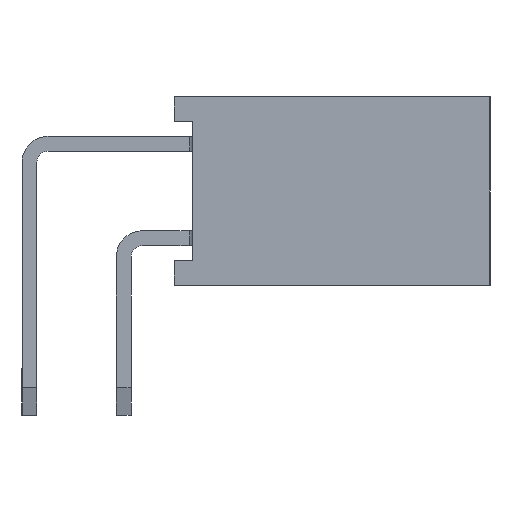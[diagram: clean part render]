
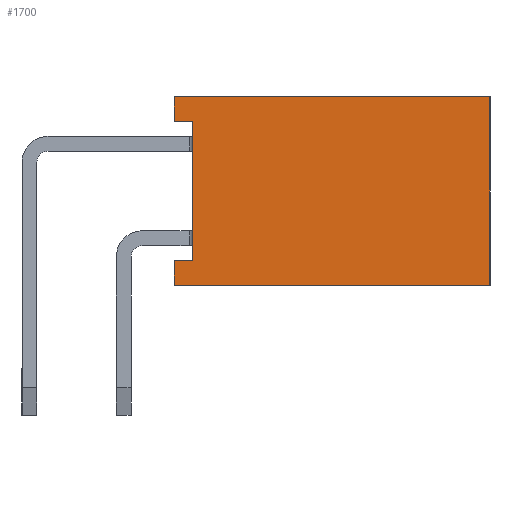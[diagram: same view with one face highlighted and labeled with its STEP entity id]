
A CAD part, left-side view. The second image highlights one B-rep face of the part: STEP entity #1700.
In plain terms, the highlighted planar face has unit normal (-1, 0, 0).
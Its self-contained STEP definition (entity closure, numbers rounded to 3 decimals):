
#1700=ADVANCED_FACE('',(#17144),#17146,.T.);
#17144=FACE_BOUND('',#17145,.T.);
#17145=EDGE_LOOP('',(#29481,#29482,#29483,#29484,#29485,#29486,#29487,#29488));
#17146=PLANE('',#17147);
#17147=AXIS2_PLACEMENT_3D('',#17148,#17149,#17150);
#17148=CARTESIAN_POINT('',(-1.27,-1.36,5.08));
#17149=DIRECTION('',(-1.,0.,0.));
#17150=DIRECTION('',(0.,0.,-1.));
#29481=ORIENTED_EDGE('',*,*,#38681,.T.);
#29482=ORIENTED_EDGE('',*,*,#38682,.T.);
#29483=ORIENTED_EDGE('',*,*,#38683,.T.);
#29484=ORIENTED_EDGE('',*,*,#38684,.F.);
#29485=ORIENTED_EDGE('',*,*,#38685,.F.);
#29486=ORIENTED_EDGE('',*,*,#38686,.T.);
#29487=ORIENTED_EDGE('',*,*,#38687,.T.);
#29488=ORIENTED_EDGE('',*,*,#38269,.T.);
#38269=EDGE_CURVE('',#43485,#43486,#43487,.T.);
#38681=EDGE_CURVE('',#43486,#44141,#44142,.F.);
#38682=EDGE_CURVE('',#44141,#44143,#44144,.T.);
#38683=EDGE_CURVE('',#44143,#44145,#44146,.T.);
#38684=EDGE_CURVE('',#44147,#44145,#44148,.T.);
#38685=EDGE_CURVE('',#44149,#44147,#44150,.T.);
#38686=EDGE_CURVE('',#44149,#44151,#44152,.T.);
#38687=EDGE_CURVE('',#44151,#43485,#44153,.F.);
#43485=VERTEX_POINT('',#52333);
#43486=VERTEX_POINT('',#52334);
#43487=LINE('',#52335,#52336);
#44141=VERTEX_POINT('',#53813);
#44142=LINE('',#53814,#53815);
#44143=VERTEX_POINT('',#53817);
#44144=LINE('',#53818,#53819);
#44145=VERTEX_POINT('',#53821);
#44146=LINE('',#53822,#53823);
#44147=VERTEX_POINT('',#53825);
#44148=LINE('',#53826,#53827);
#44149=VERTEX_POINT('',#53829);
#44150=LINE('',#53830,#53831);
#44151=VERTEX_POINT('',#53833);
#44152=LINE('',#53834,#53835);
#44153=LINE('',#53837,#53838);
#52333=CARTESIAN_POINT('',(-1.27,-1.86,4.41));
#52334=CARTESIAN_POINT('',(-1.27,-1.86,0.67));
#52335=CARTESIAN_POINT('',(-1.27,-1.86,4.41));
#52336=VECTOR('',#52337,1.);
#52337=DIRECTION('',(0.,0.,-1.));
#53813=CARTESIAN_POINT('',(-1.27,-1.36,0.67));
#53814=CARTESIAN_POINT('',(-1.27,-1.36,0.67));
#53815=VECTOR('',#53816,1.);
#53816=DIRECTION('',(0.,-1.,0.));
#53817=CARTESIAN_POINT('',(-1.27,-1.36,0.));
#53818=CARTESIAN_POINT('',(-1.27,-1.36,0.67));
#53819=VECTOR('',#53820,1.);
#53820=DIRECTION('',(0.,0.,-1.));
#53821=CARTESIAN_POINT('',(-1.27,-9.86,0.));
#53822=CARTESIAN_POINT('',(-1.27,-1.36,0.));
#53823=VECTOR('',#53824,1.);
#53824=DIRECTION('',(0.,-1.,0.));
#53825=CARTESIAN_POINT('',(-1.27,-9.86,5.08));
#53826=CARTESIAN_POINT('',(-1.27,-9.86,5.08));
#53827=VECTOR('',#53828,1.);
#53828=DIRECTION('',(0.,0.,-1.));
#53829=CARTESIAN_POINT('',(-1.27,-1.36,5.08));
#53830=CARTESIAN_POINT('',(-1.27,-1.36,5.08));
#53831=VECTOR('',#53832,1.);
#53832=DIRECTION('',(0.,-1.,0.));
#53833=CARTESIAN_POINT('',(-1.27,-1.36,4.41));
#53834=CARTESIAN_POINT('',(-1.27,-1.36,5.08));
#53835=VECTOR('',#53836,1.);
#53836=DIRECTION('',(0.,0.,-1.));
#53837=CARTESIAN_POINT('',(-1.27,-1.86,4.41));
#53838=VECTOR('',#53839,1.);
#53839=DIRECTION('',(0.,1.,0.));
